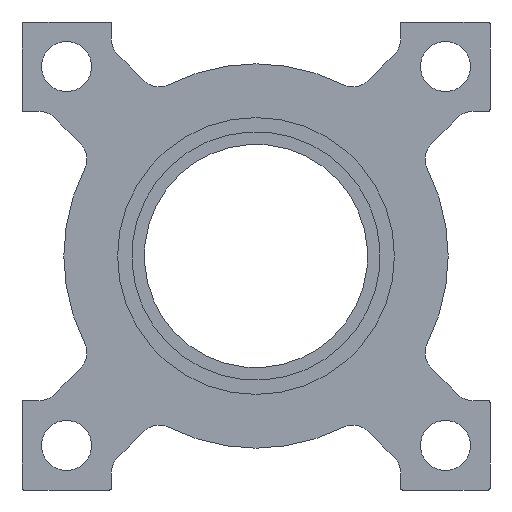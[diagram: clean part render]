
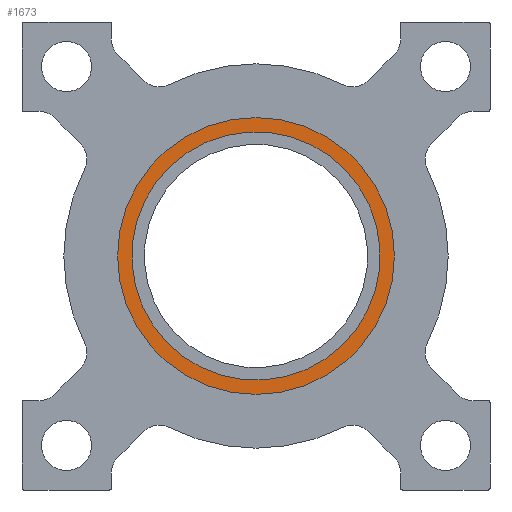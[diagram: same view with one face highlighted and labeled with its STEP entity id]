
A CAD part, front view. The second image highlights one B-rep face of the part: STEP entity #1673.
In plain terms, the highlighted planar face has unit normal (0, -1, 0).
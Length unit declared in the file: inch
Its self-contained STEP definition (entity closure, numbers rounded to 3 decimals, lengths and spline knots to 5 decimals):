
#49 = ORIENTED_EDGE ( 'NONE', *, *, #817, .F. ) ;
#124 = VERTEX_POINT ( 'NONE', #3156 ) ;
#129 = CARTESIAN_POINT ( 'NONE',  ( 0., 0.01, 0.3475 ) ) ;
#197 = DIRECTION ( 'NONE',  ( 0., 0., -1. ) ) ;
#202 = VERTEX_POINT ( 'NONE', #1988 ) ;
#225 = DIRECTION ( 'NONE',  ( 0., -1., 0. ) ) ;
#258 = FACE_OUTER_BOUND ( 'NONE', #1707, .T. ) ;
#302 = CARTESIAN_POINT ( 'NONE',  ( 0., 0.01, 0. ) ) ;
#366 = DIRECTION ( 'NONE',  ( 0., 0., -1. ) ) ;
#580 = DIRECTION ( 'NONE',  ( 0., -1., 0. ) ) ;
#608 = PLANE ( 'NONE',  #1666 ) ;
#770 = CARTESIAN_POINT ( 'NONE',  ( 0., 0.01, 0. ) ) ;
#817 = EDGE_CURVE ( 'NONE', #2777, #1671, #2919, .T. ) ;
#856 = CARTESIAN_POINT ( 'NONE',  ( 0., 0.01, 0. ) ) ;
#1024 = DIRECTION ( 'NONE',  ( 0., 0., -1. ) ) ;
#1199 = EDGE_CURVE ( 'NONE', #202, #124, #3120, .T. ) ;
#1337 = CIRCLE ( 'NONE', #3179, 0.3475 ) ;
#1590 = CIRCLE ( 'NONE', #2015, 0.4 ) ;
#1666 = AXIS2_PLACEMENT_3D ( 'NONE', #856, #580, #366 ) ;
#1671 = VERTEX_POINT ( 'NONE', #129 ) ;
#1673 = ADVANCED_FACE ( 'NONE', ( #2225, #258 ), #608, .T. ) ;
#1707 = EDGE_LOOP ( 'NONE', ( #2887, #2825 ) ) ;
#1723 = CARTESIAN_POINT ( 'NONE',  ( 0., 0.01, -0.3475 ) ) ;
#1790 = AXIS2_PLACEMENT_3D ( 'NONE', #2753, #2739, #2728 ) ;
#1988 = CARTESIAN_POINT ( 'NONE',  ( 0., 0.01, -0.4 ) ) ;
#2015 = AXIS2_PLACEMENT_3D ( 'NONE', #770, #2550, #1024 ) ;
#2162 = DIRECTION ( 'NONE',  ( 0., 0., -1. ) ) ;
#2225 = FACE_BOUND ( 'NONE', #2539, .T. ) ;
#2278 = DIRECTION ( 'NONE',  ( 0., -1., 0. ) ) ;
#2401 = CARTESIAN_POINT ( 'NONE',  ( 0., 0.01, 0. ) ) ;
#2466 = ORIENTED_EDGE ( 'NONE', *, *, #2543, .F. ) ;
#2539 = EDGE_LOOP ( 'NONE', ( #49, #2466 ) ) ;
#2543 = EDGE_CURVE ( 'NONE', #1671, #2777, #1337, .T. ) ;
#2550 = DIRECTION ( 'NONE',  ( 0., -1., 0. ) ) ;
#2727 = AXIS2_PLACEMENT_3D ( 'NONE', #302, #225, #197 ) ;
#2728 = DIRECTION ( 'NONE',  ( 0., 0., -1. ) ) ;
#2739 = DIRECTION ( 'NONE',  ( 0., -1., 0. ) ) ;
#2753 = CARTESIAN_POINT ( 'NONE',  ( 0., 0.01, 0. ) ) ;
#2777 = VERTEX_POINT ( 'NONE', #1723 ) ;
#2825 = ORIENTED_EDGE ( 'NONE', *, *, #2986, .T. ) ;
#2887 = ORIENTED_EDGE ( 'NONE', *, *, #1199, .T. ) ;
#2919 = CIRCLE ( 'NONE', #2727, 0.3475 ) ;
#2986 = EDGE_CURVE ( 'NONE', #124, #202, #1590, .T. ) ;
#3120 = CIRCLE ( 'NONE', #1790, 0.4 ) ;
#3156 = CARTESIAN_POINT ( 'NONE',  ( 0., 0.01, 0.4 ) ) ;
#3179 = AXIS2_PLACEMENT_3D ( 'NONE', #2401, #2278, #2162 ) ;
